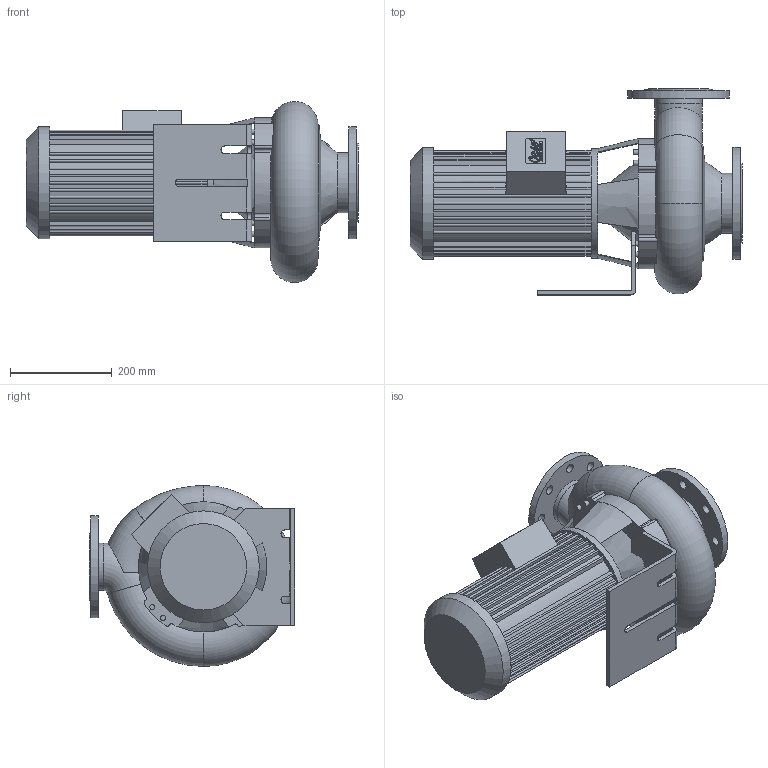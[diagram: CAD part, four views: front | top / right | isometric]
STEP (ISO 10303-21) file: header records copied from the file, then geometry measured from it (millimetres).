
FILE_DESCRIPTION(/* description */ (''),/* implementation_level */ '2;1');
FILE_NAME(/* name */ '45309 KRP3_0-80-4.stp',/* time_stamp */ '2016-07-13T09:37:23+02:00',/* author */ ('guzb562'),/* organization */ (''),/* preprocessor_version */ 'ST-DEVELOPER v16.1',/* originating_system */ 'Autodesk Inventor 2016',/* authorisation */ '');
FILE_SCHEMA (('AUTOMOTIVE_DESIGN { 1 0 10303 214 3 1 1 }'));
Length unit declared in the file: millimetre
Products named in the file (1): 45309 KRP3_0-80-4
Bounding box: 653 x 405 x 355.89 mm (x, y, z)
Volume: 21768295.1 mm3; surface area: 1421197.2 mm2
Topology: 1 solids, 2 shells, 572 faces, 1623 edges, 1077 vertices
Faces by surface type: plane 269, cylinder 189, bspline 98, torus 10, cone 6
Full cylindrical faces by diameter (mm): 10 x1, 10.431 x7, 18 x16, 76.1 x2, 88.9 x1, 92.9 x1, 114.3 x1, 118.3 x1, 132 x1, 156 x1, 200 x1, 215 x1, 220 x2, 228.982 x1, 260.524 x1
Entity records: 20426 total; most frequent: CARTESIAN_POINT 6111, ORIENTED_EDGE 3136, DIRECTION 2620, EDGE_CURVE 1568, VERTEX_POINT 1066, LINE 904, VECTOR 904, AXIS2_PLACEMENT_3D 858
